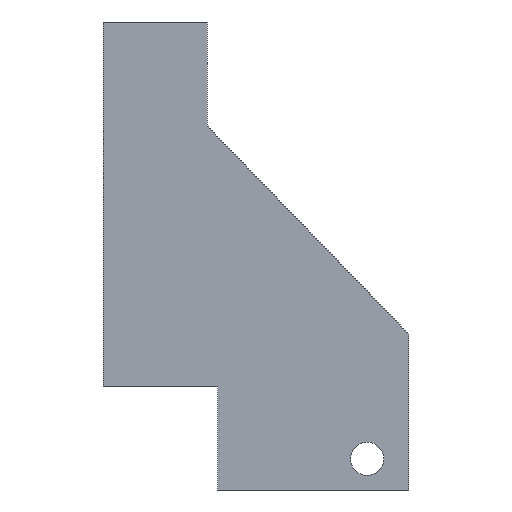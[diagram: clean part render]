
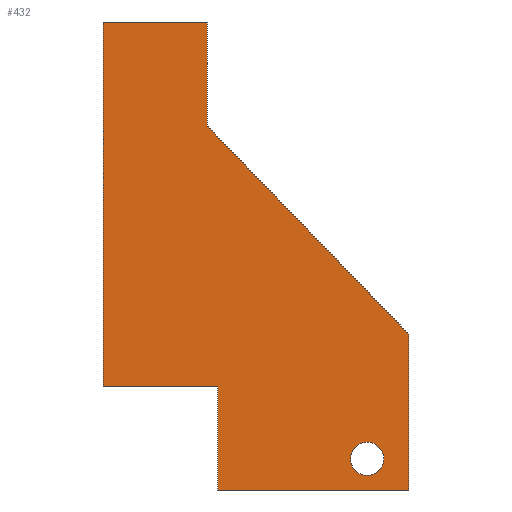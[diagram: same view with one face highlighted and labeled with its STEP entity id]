
A CAD part, front view. The second image highlights one B-rep face of the part: STEP entity #432.
In plain terms, the highlighted planar face has unit normal (0, -1, 0).
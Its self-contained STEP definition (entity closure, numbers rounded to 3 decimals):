
#6 = ORIENTED_EDGE ( 'NONE', *, *, #831, .F. ) ;
#12 = CARTESIAN_POINT ( 'NONE',  ( 22., -61.342, 30. ) ) ;
#27 = VERTEX_POINT ( 'NONE', #181 ) ;
#30 = ORIENTED_EDGE ( 'NONE', *, *, #695, .T. ) ;
#47 = VERTEX_POINT ( 'NONE', #807 ) ;
#50 = LINE ( 'NONE', #548, #829 ) ;
#60 = CARTESIAN_POINT ( 'NONE',  ( 12., -61.342, 0. ) ) ;
#68 = CARTESIAN_POINT ( 'NONE',  ( 41.371, -61.342, 10. ) ) ;
#70 = ORIENTED_EDGE ( 'NONE', *, *, #742, .T. ) ;
#73 = VECTOR ( 'NONE', #551, 1000. ) ;
#77 = CARTESIAN_POINT ( 'NONE',  ( 12., -61.342, 5. ) ) ;
#96 = DIRECTION ( 'NONE',  ( 0., 0., -1. ) ) ;
#102 = VECTOR ( 'NONE', #143, 1000. ) ;
#107 = VERTEX_POINT ( 'NONE', #704 ) ;
#113 = ORIENTED_EDGE ( 'NONE', *, *, #724, .F. ) ;
#120 = LINE ( 'NONE', #900, #472 ) ;
#127 = CARTESIAN_POINT ( 'NONE',  ( 41.371, -61.342, 10. ) ) ;
#131 = VECTOR ( 'NONE', #360, 1000. ) ;
#132 = LINE ( 'NONE', #60, #102 ) ;
#135 = CARTESIAN_POINT ( 'NONE',  ( 33.371, -61.342, 10. ) ) ;
#143 = DIRECTION ( 'NONE',  ( 0., 0., -1. ) ) ;
#145 = LINE ( 'NONE', #77, #167 ) ;
#154 = DIRECTION ( 'NONE',  ( 0., -1., 0. ) ) ;
#166 = VECTOR ( 'NONE', #571, 1000. ) ;
#167 = VECTOR ( 'NONE', #362, 1000. ) ;
#181 = CARTESIAN_POINT ( 'NONE',  ( 12., -61.342, 5. ) ) ;
#215 = CARTESIAN_POINT ( 'NONE',  ( 41.371, -61.342, -5. ) ) ;
#248 = ORIENTED_EDGE ( 'NONE', *, *, #668, .F. ) ;
#259 = VERTEX_POINT ( 'NONE', #859 ) ;
#279 = FACE_BOUND ( 'NONE', #586, .T. ) ;
#282 = EDGE_LOOP ( 'NONE', ( #308, #691, #248, #6, #30, #113, #672, #70 ) ) ;
#302 = CARTESIAN_POINT ( 'NONE',  ( 12., -61.342, 40. ) ) ;
#308 = ORIENTED_EDGE ( 'NONE', *, *, #444, .T. ) ;
#314 = VERTEX_POINT ( 'NONE', #215 ) ;
#348 = CARTESIAN_POINT ( 'NONE',  ( 37.371, -61.342, -0.4 ) ) ;
#360 = DIRECTION ( 'NONE',  ( 0., 0., -1. ) ) ;
#362 = DIRECTION ( 'NONE',  ( 1., 0., 0. ) ) ;
#365 = VERTEX_POINT ( 'NONE', #348 ) ;
#386 = AXIS2_PLACEMENT_3D ( 'NONE', #135, #427, #715 ) ;
#395 = DIRECTION ( 'NONE',  ( 0., -1., 0. ) ) ;
#427 = DIRECTION ( 'NONE',  ( 0., 1., 0. ) ) ;
#429 = CARTESIAN_POINT ( 'NONE',  ( 41.371, -61.342, 10. ) ) ;
#432 = ADVANCED_FACE ( 'NONE', ( #279, #494 ), #489, .F. ) ;
#444 = EDGE_CURVE ( 'NONE', #27, #47, #145, .T. ) ;
#472 = VECTOR ( 'NONE', #827, 1000. ) ;
#489 = PLANE ( 'NONE',  #386 ) ;
#494 = FACE_OUTER_BOUND ( 'NONE', #282, .T. ) ;
#510 = LINE ( 'NONE', #582, #131 ) ;
#516 = DIRECTION ( 'NONE',  ( 1., 0., 0. ) ) ;
#529 = EDGE_CURVE ( 'NONE', #640, #259, #718, .T. ) ;
#548 = CARTESIAN_POINT ( 'NONE',  ( 22., -61.342, 40. ) ) ;
#551 = DIRECTION ( 'NONE',  ( -0.696, 0., 0.718 ) ) ;
#557 = EDGE_CURVE ( 'NONE', #594, #365, #652, .T. ) ;
#571 = DIRECTION ( 'NONE',  ( 0., 0., -1. ) ) ;
#582 = CARTESIAN_POINT ( 'NONE',  ( 23., -61.342, 0. ) ) ;
#586 = EDGE_LOOP ( 'NONE', ( #686, #620 ) ) ;
#594 = VERTEX_POINT ( 'NONE', #739 ) ;
#601 = DIRECTION ( 'NONE',  ( 0., 0., -1. ) ) ;
#610 = CIRCLE ( 'NONE', #680, 1.6 ) ;
#620 = ORIENTED_EDGE ( 'NONE', *, *, #820, .F. ) ;
#640 = VERTEX_POINT ( 'NONE', #883 ) ;
#652 = CIRCLE ( 'NONE', #711, 1.6 ) ;
#668 = EDGE_CURVE ( 'NONE', #314, #107, #120, .T. ) ;
#672 = ORIENTED_EDGE ( 'NONE', *, *, #529, .F. ) ;
#680 = AXIS2_PLACEMENT_3D ( 'NONE', #804, #154, #96 ) ;
#686 = ORIENTED_EDGE ( 'NONE', *, *, #557, .F. ) ;
#691 = ORIENTED_EDGE ( 'NONE', *, *, #891, .T. ) ;
#695 = EDGE_CURVE ( 'NONE', #734, #802, #879, .T. ) ;
#704 = CARTESIAN_POINT ( 'NONE',  ( 23., -61.342, -5. ) ) ;
#711 = AXIS2_PLACEMENT_3D ( 'NONE', #753, #395, #601 ) ;
#715 = DIRECTION ( 'NONE',  ( 0., 0., 1. ) ) ;
#718 = LINE ( 'NONE', #302, #815 ) ;
#724 = EDGE_CURVE ( 'NONE', #259, #802, #50, .T. ) ;
#734 = VERTEX_POINT ( 'NONE', #127 ) ;
#739 = CARTESIAN_POINT ( 'NONE',  ( 37.371, -61.342, -3.6 ) ) ;
#742 = EDGE_CURVE ( 'NONE', #640, #27, #132, .T. ) ;
#753 = CARTESIAN_POINT ( 'NONE',  ( 37.371, -61.342, -2. ) ) ;
#766 = DIRECTION ( 'NONE',  ( 0., 0., -1. ) ) ;
#799 = LINE ( 'NONE', #429, #166 ) ;
#802 = VERTEX_POINT ( 'NONE', #12 ) ;
#804 = CARTESIAN_POINT ( 'NONE',  ( 37.371, -61.342, -2. ) ) ;
#807 = CARTESIAN_POINT ( 'NONE',  ( 23., -61.342, 5. ) ) ;
#815 = VECTOR ( 'NONE', #516, 1000. ) ;
#820 = EDGE_CURVE ( 'NONE', #365, #594, #610, .T. ) ;
#827 = DIRECTION ( 'NONE',  ( -1., 0., 0. ) ) ;
#829 = VECTOR ( 'NONE', #766, 1000. ) ;
#831 = EDGE_CURVE ( 'NONE', #734, #314, #799, .T. ) ;
#859 = CARTESIAN_POINT ( 'NONE',  ( 22., -61.342, 40. ) ) ;
#879 = LINE ( 'NONE', #68, #73 ) ;
#883 = CARTESIAN_POINT ( 'NONE',  ( 12., -61.342, 40. ) ) ;
#891 = EDGE_CURVE ( 'NONE', #47, #107, #510, .T. ) ;
#900 = CARTESIAN_POINT ( 'NONE',  ( 41.371, -61.342, -5. ) ) ;
